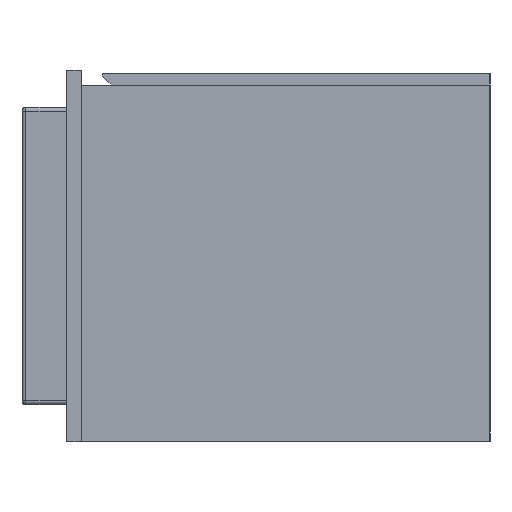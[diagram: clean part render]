
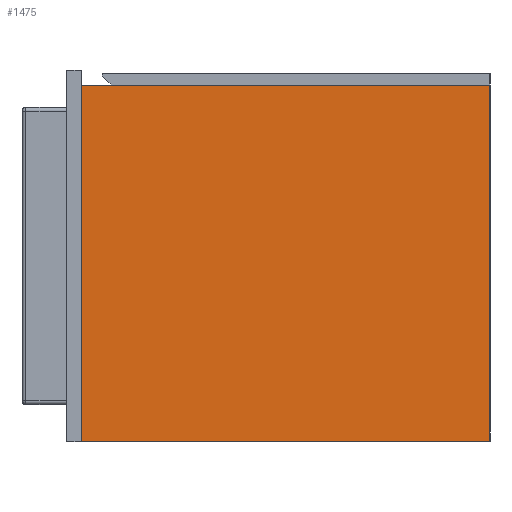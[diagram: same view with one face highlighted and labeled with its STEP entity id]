
A CAD part, left-side view. The second image highlights one B-rep face of the part: STEP entity #1475.
In plain terms, the highlighted planar face has unit normal (-1, 0, 0).
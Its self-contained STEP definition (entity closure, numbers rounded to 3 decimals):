
#57 = VECTOR ( 'NONE', #545, 1000. ) ;
#128 = VECTOR ( 'NONE', #3197, 1000. ) ;
#263 = VERTEX_POINT ( 'NONE', #5788 ) ;
#324 = VECTOR ( 'NONE', #707, 1000. ) ;
#374 = CARTESIAN_POINT ( 'NONE',  ( -444., 275., 480. ) ) ;
#397 = DIRECTION ( 'NONE',  ( -1., 0., 0. ) ) ;
#545 = DIRECTION ( 'NONE',  ( 0., 1., 0. ) ) ;
#606 = EDGE_CURVE ( 'NONE', #4849, #5431, #3707, .T. ) ;
#707 = DIRECTION ( 'NONE',  ( 0., 0., -1. ) ) ;
#943 = EDGE_CURVE ( 'NONE', #263, #5724, #1778, .T. ) ;
#1395 = FACE_OUTER_BOUND ( 'NONE', #3166, .T. ) ;
#1475 = ADVANCED_FACE ( 'NONE', ( #1395 ), #3507, .T. ) ;
#1479 = CARTESIAN_POINT ( 'NONE',  ( -444., 275., 480. ) ) ;
#1618 = CARTESIAN_POINT ( 'NONE',  ( -444., -275., 480. ) ) ;
#1674 = DIRECTION ( 'NONE',  ( 0., 1., 0. ) ) ;
#1778 = LINE ( 'NONE', #1618, #324 ) ;
#1965 = ORIENTED_EDGE ( 'NONE', *, *, #2384, .F. ) ;
#2056 = ORIENTED_EDGE ( 'NONE', *, *, #943, .F. ) ;
#2121 = VECTOR ( 'NONE', #1674, 1000. ) ;
#2303 = CARTESIAN_POINT ( 'NONE',  ( -444., 275., 480. ) ) ;
#2384 = EDGE_CURVE ( 'NONE', #5724, #5431, #2567, .T. ) ;
#2567 = LINE ( 'NONE', #5076, #57 ) ;
#3091 = CARTESIAN_POINT ( 'NONE',  ( -444., 275., 480. ) ) ;
#3166 = EDGE_LOOP ( 'NONE', ( #1965, #2056, #5475, #3638 ) ) ;
#3188 = EDGE_CURVE ( 'NONE', #263, #4849, #4893, .T. ) ;
#3197 = DIRECTION ( 'NONE',  ( 0., 0., -1. ) ) ;
#3507 = PLANE ( 'NONE',  #4997 ) ;
#3583 = DIRECTION ( 'NONE',  ( 0., -1., 0. ) ) ;
#3638 = ORIENTED_EDGE ( 'NONE', *, *, #606, .T. ) ;
#3707 = LINE ( 'NONE', #2303, #128 ) ;
#4613 = CARTESIAN_POINT ( 'NONE',  ( -444., 275., 0. ) ) ;
#4849 = VERTEX_POINT ( 'NONE', #1479 ) ;
#4893 = LINE ( 'NONE', #3091, #2121 ) ;
#4997 = AXIS2_PLACEMENT_3D ( 'NONE', #374, #397, #3583 ) ;
#5076 = CARTESIAN_POINT ( 'NONE',  ( -444., 275., 0. ) ) ;
#5431 = VERTEX_POINT ( 'NONE', #4613 ) ;
#5475 = ORIENTED_EDGE ( 'NONE', *, *, #3188, .T. ) ;
#5573 = CARTESIAN_POINT ( 'NONE',  ( -444., -275., 0. ) ) ;
#5724 = VERTEX_POINT ( 'NONE', #5573 ) ;
#5788 = CARTESIAN_POINT ( 'NONE',  ( -444., -275., 480. ) ) ;
